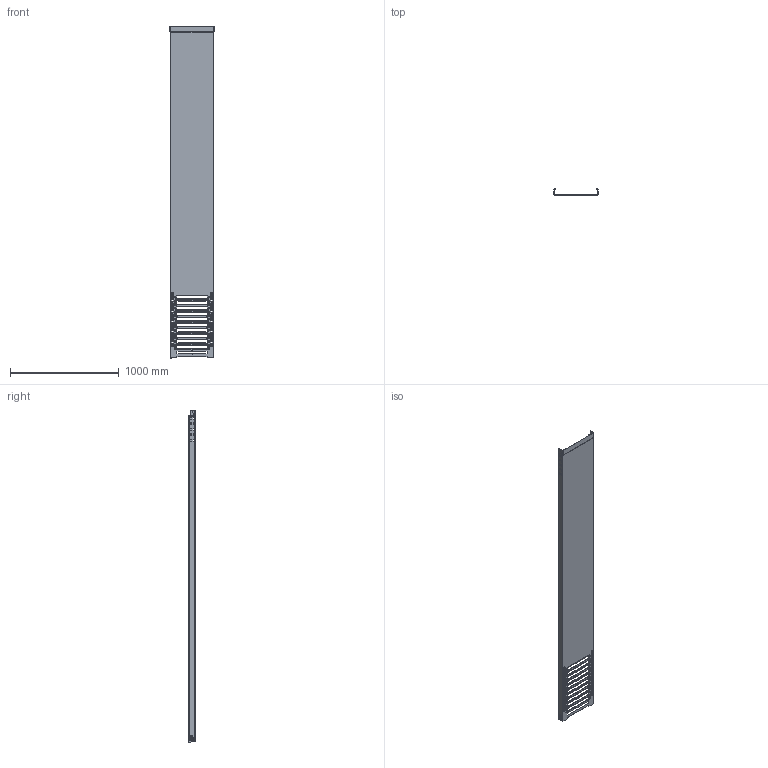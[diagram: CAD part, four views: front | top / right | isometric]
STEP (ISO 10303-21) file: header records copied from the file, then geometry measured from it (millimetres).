
FILE_DESCRIPTION (( 'STEP AP214' ), '1' );
FILE_NAME ('6059515.STEP', '2025-08-21T10:07:53', ( '' ), ( '' ), 'SwSTEP 2.0', 'SolidWorks 2024', '' );
FILE_SCHEMA (( 'AUTOMOTIVE_DESIGN' ));
Length unit declared in the file: millimetre
Products named in the file (1): 6059515
Bounding box: 404.5 x 63.5 x 3050 mm (x, y, z)
Volume: 2351903 mm3; surface area: 3167431.8 mm2
Topology: 1 solids, 1 shells, 1735 faces, 4287 edges, 2594 vertices
Faces by surface type: cylinder 654, plane 487, torus 384, cone 186, bspline 20, sphere 4
Entity records: 52090 total; most frequent: DIRECTION 9765, CARTESIAN_POINT 9359, ORIENTED_EDGE 8574, EDGE_CURVE 4287, AXIS2_PLACEMENT_3D 3816, VERTEX_POINT 2594, VECTOR 2133, LINE 2133
